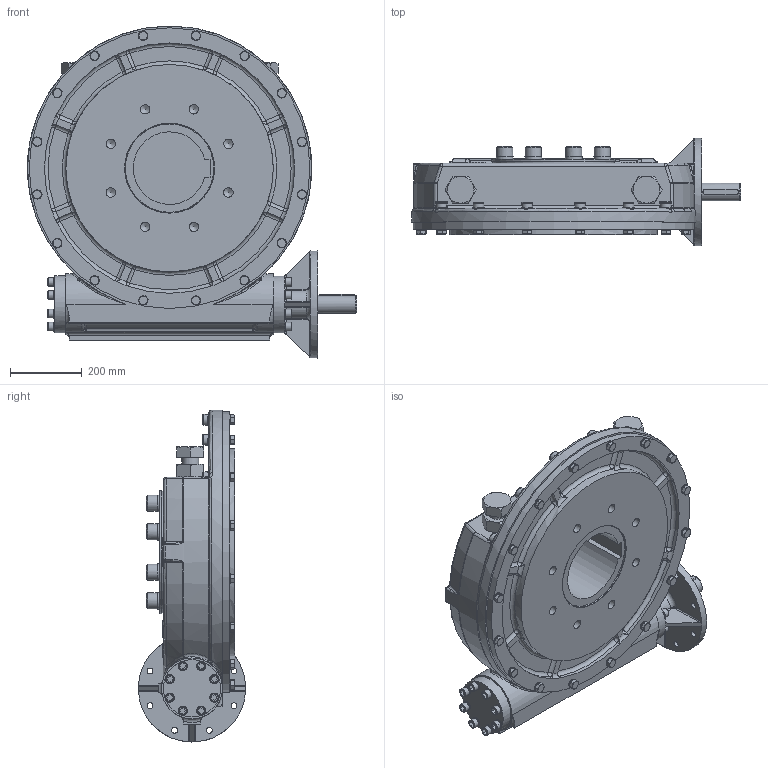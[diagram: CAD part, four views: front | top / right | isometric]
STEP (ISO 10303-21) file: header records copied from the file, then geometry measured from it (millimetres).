
FILE_DESCRIPTION(/* description */ ('Unknown'),/* implementation_level */ '2;1');
FILE_NAME(/* name */ 'PUB-IW11-N_SOLID_0-1',/* time_stamp */ '2019-11-12T17:32:17+00:00',/* author */ ('Unknown'),/* organization */ ('Unknown'),/* preprocessor_version */ 'ST-DEVELOPER v16.7',/* originating_system */ 'DEX',/* authorisation */ $);
FILE_SCHEMA (('AUTOMOTIVE_DESIGN {1 0 10303 214 3 1 1}'));
Products named in the file (1): PUB-IW11-N_SOLID_0-1
Bounding box: 920.37 x 299.94 x 928.5 mm (x, y, z)
Volume: 87246609.6 mm3; surface area: 2554161.9 mm2
Topology: 1 solids, 1 shells, 5176 faces, 14055 edges, 8918 vertices
Faces by surface type: plane 4309, cylinder 281, cone 210, bspline 162, torus 144, sphere 70
Full cylindrical faces by diameter (mm): 13.835 x1, 16.5 x8, 24 x17, 25.4 x64, 26.211 x8, 30 x4, 45 x8, 47 x8, 48 x2, 50 x1, 50.4 x1, 160 x2, 170 x1, 200.1 x1, 249.92 x1, 250 x5, 259.4 x1, 260.8 x1, 280 x1, 300 x1, 340 x1, 362 x1, 580 x1, 785 x1
Entity records: 168958 total; most frequent: CARTESIAN_POINT 47058, ORIENTED_EDGE 27320, DIRECTION 22636, EDGE_CURVE 13660, LINE 9932, VECTOR 9932, VERTEX_POINT 8791, AXIS2_PLACEMENT_3D 6352
